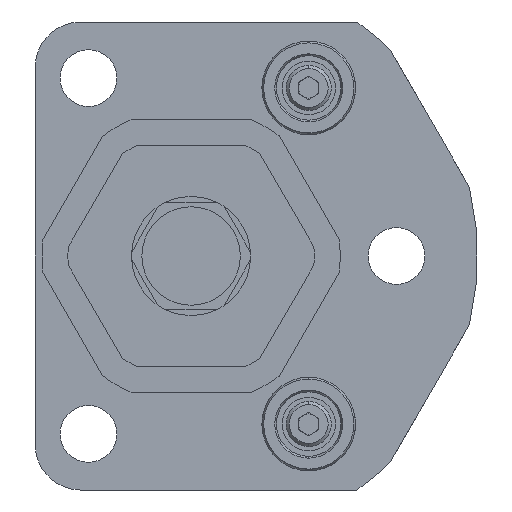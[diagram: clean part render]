
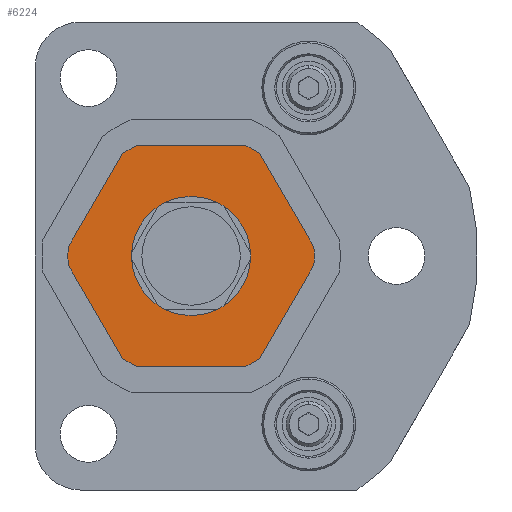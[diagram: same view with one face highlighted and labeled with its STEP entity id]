
A CAD part, left-side view. The second image highlights one B-rep face of the part: STEP entity #6224.
In plain terms, the highlighted planar face has unit normal (-1, 0, 0).
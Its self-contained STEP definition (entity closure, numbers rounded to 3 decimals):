
#2624=CARTESIAN_POINT('',(-43.206,0.,0.));
#2625=DIRECTION('',(-1.,0.,0.));
#2626=DIRECTION('',(0.,-0.997,-0.073));
#2627=AXIS2_PLACEMENT_3D('',#2624,#2625,#2626);
#2639=CARTESIAN_POINT('',(-43.206,0.,0.));
#2640=DIRECTION('',(-1.,0.,0.));
#2641=DIRECTION('',(0.,0.997,0.073));
#2642=AXIS2_PLACEMENT_3D('',#2639,#2640,#2641);
#2691=DIRECTION('',(0.,-0.5,-0.866));
#2692=VECTOR('',#2691,13.077);
#2693=CARTESIAN_POINT('',(-43.206,-8.422,12.412));
#2694=LINE('',#2693,#2692);
#2698=DIRECTION('',(0.,0.5,-0.866));
#2699=VECTOR('',#2698,13.077);
#2700=CARTESIAN_POINT('',(-43.206,-14.961,-1.088));
#2701=LINE('',#2700,#2699);
#2705=CARTESIAN_POINT('',(-43.206,0.,0.));
#2706=DIRECTION('',(-1.,0.,0.));
#2707=DIRECTION('',(0.,-0.436,-0.9));
#2708=AXIS2_PLACEMENT_3D('',#2705,#2706,#2707);
#2713=DIRECTION('',(0.,1.,0.));
#2714=VECTOR('',#2713,13.077);
#2715=CARTESIAN_POINT('',(-43.206,-6.538,-13.5));
#2716=LINE('',#2715,#2714);
#2720=CARTESIAN_POINT('',(-43.206,0.,0.));
#2721=DIRECTION('',(-1.,0.,0.));
#2722=DIRECTION('',(0.,0.561,-0.827));
#2723=AXIS2_PLACEMENT_3D('',#2720,#2721,#2722);
#2728=DIRECTION('',(0.,0.5,0.866));
#2729=VECTOR('',#2728,13.077);
#2730=CARTESIAN_POINT('',(-43.206,8.422,-12.412));
#2731=LINE('',#2730,#2729);
#2735=DIRECTION('',(0.,-0.5,0.866));
#2736=VECTOR('',#2735,13.077);
#2737=CARTESIAN_POINT('',(-43.206,14.961,1.088));
#2738=LINE('',#2737,#2736);
#2742=CARTESIAN_POINT('',(-43.206,0.,0.));
#2743=DIRECTION('',(1.,0.,0.));
#2744=DIRECTION('',(0.,0.561,0.827));
#2745=AXIS2_PLACEMENT_3D('',#2742,#2743,#2744);
#2750=DIRECTION('',(0.,-1.,0.));
#2751=VECTOR('',#2750,13.077);
#2752=CARTESIAN_POINT('',(-43.206,6.538,13.5));
#2753=LINE('',#2752,#2751);
#2757=CARTESIAN_POINT('',(-43.206,0.,0.));
#2758=DIRECTION('',(1.,0.,0.));
#2759=DIRECTION('',(0.,-0.436,0.9));
#2760=AXIS2_PLACEMENT_3D('',#2757,#2758,#2759);
#2765=CARTESIAN_POINT('',(-43.206,0.,0.));
#2766=DIRECTION('',(1.,0.,0.));
#2767=DIRECTION('',(0.,1.,0.));
#2768=AXIS2_PLACEMENT_3D('',#2765,#2766,#2767);
#2787=CARTESIAN_POINT('',(-43.206,0.,0.));
#2788=DIRECTION('',(-1.,0.,0.));
#2789=DIRECTION('',(0.,1.,0.));
#2790=AXIS2_PLACEMENT_3D('',#2787,#2788,#2789);
#3675=CARTESIAN_POINT('',(-43.206,1.7,0.));
#3677=VERTEX_POINT('',#3675);
#3679=CARTESIAN_POINT('',(-43.206,-1.7,0.));
#3681=VERTEX_POINT('',#3679);
#3771=CARTESIAN_POINT('',(-43.206,-8.422,12.412));
#3773=VERTEX_POINT('',#3771);
#3775=CARTESIAN_POINT('',(-43.206,-14.961,1.088));
#3777=VERTEX_POINT('',#3775);
#3779=CARTESIAN_POINT('',(-43.206,14.961,1.088));
#3781=VERTEX_POINT('',#3779);
#3783=CARTESIAN_POINT('',(-43.206,8.422,12.412));
#3785=VERTEX_POINT('',#3783);
#3787=CARTESIAN_POINT('',(-43.206,6.538,13.5));
#3789=VERTEX_POINT('',#3787);
#3791=CARTESIAN_POINT('',(-43.206,-6.538,13.5));
#3793=VERTEX_POINT('',#3791);
#3795=CARTESIAN_POINT('',(-43.206,-14.961,-1.088));
#3796=CARTESIAN_POINT('',(-43.206,-8.422,-12.412));
#3797=VERTEX_POINT('',#3795);
#3798=VERTEX_POINT('',#3796);
#3799=CARTESIAN_POINT('',(-43.206,-6.538,-13.5));
#3800=CARTESIAN_POINT('',(-43.206,6.538,-13.5));
#3801=VERTEX_POINT('',#3799);
#3802=VERTEX_POINT('',#3800);
#3803=CARTESIAN_POINT('',(-43.206,8.422,-12.412));
#3804=CARTESIAN_POINT('',(-43.206,14.961,-1.088));
#3805=VERTEX_POINT('',#3803);
#3806=VERTEX_POINT('',#3804);
#6194=CARTESIAN_POINT('',(-43.206,0.,0.));
#6195=DIRECTION('',(1.,0.,0.));
#6196=DIRECTION('',(0.,-1.,0.));
#6197=AXIS2_PLACEMENT_3D('',#6194,#6195,#6196);
#6198=PLANE('',#6197);
#6200=ORIENTED_EDGE('',*,*,#6199,.T.);
#6201=ORIENTED_EDGE('',*,*,#6144,.F.);
#6203=ORIENTED_EDGE('',*,*,#6202,.T.);
#6204=ORIENTED_EDGE('',*,*,#6116,.F.);
#6205=ORIENTED_EDGE('',*,*,#6186,.T.);
#6206=ORIENTED_EDGE('',*,*,#6101,.F.);
#6208=ORIENTED_EDGE('',*,*,#6207,.T.);
#6209=ORIENTED_EDGE('',*,*,#6156,.F.);
#6211=ORIENTED_EDGE('',*,*,#6210,.T.);
#6212=ORIENTED_EDGE('',*,*,#6176,.T.);
#6214=ORIENTED_EDGE('',*,*,#6213,.T.);
#6215=ORIENTED_EDGE('',*,*,#6128,.T.);
#6216=EDGE_LOOP('',(#6200,#6201,#6203,#6204,#6205,#6206,#6208,#6209,#6211,#6212,
#6214,#6215));
#6217=FACE_OUTER_BOUND('',#6216,.F.);
#6219=ORIENTED_EDGE('',*,*,#6218,.F.);
#6221=ORIENTED_EDGE('',*,*,#6220,.T.);
#6222=EDGE_LOOP('',(#6219,#6221));
#6223=FACE_BOUND('',#6222,.F.);
#2628=CIRCLE('',#2627,15.);
#2643=CIRCLE('',#2642,15.);
#2709=CIRCLE('',#2708,15.);
#2724=CIRCLE('',#2723,15.);
#2746=CIRCLE('',#2745,15.);
#2761=CIRCLE('',#2760,15.);
#2769=CIRCLE('',#2768,1.7);
#2791=CIRCLE('',#2790,1.7);
#6101=EDGE_CURVE('',#3805,#3802,#2724,.T.);
#6116=EDGE_CURVE('',#3801,#3798,#2709,.T.);
#6128=EDGE_CURVE('',#3793,#3773,#2761,.T.);
#6144=EDGE_CURVE('',#3797,#3777,#2628,.T.);
#6156=EDGE_CURVE('',#3781,#3806,#2643,.T.);
#6176=EDGE_CURVE('',#3785,#3789,#2746,.T.);
#6186=EDGE_CURVE('',#3801,#3802,#2716,.T.);
#6199=EDGE_CURVE('',#3773,#3777,#2694,.T.);
#6202=EDGE_CURVE('',#3797,#3798,#2701,.T.);
#6207=EDGE_CURVE('',#3805,#3806,#2731,.T.);
#6210=EDGE_CURVE('',#3781,#3785,#2738,.T.);
#6213=EDGE_CURVE('',#3789,#3793,#2753,.T.);
#6218=EDGE_CURVE('',#3677,#3681,#2769,.T.);
#6220=EDGE_CURVE('',#3677,#3681,#2791,.T.);
#6224=ADVANCED_FACE('',(#6217,#6223),#6198,.F.);
